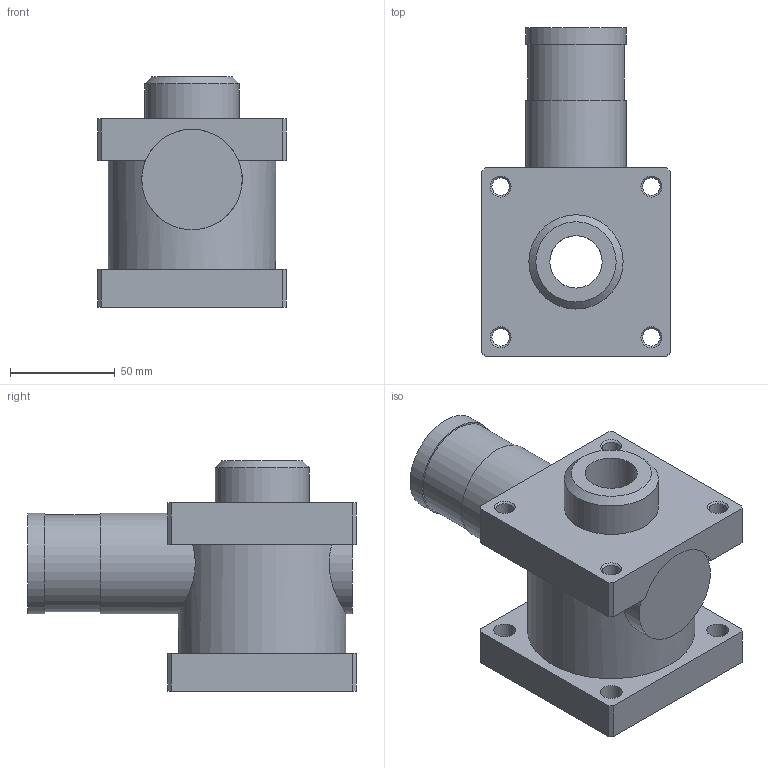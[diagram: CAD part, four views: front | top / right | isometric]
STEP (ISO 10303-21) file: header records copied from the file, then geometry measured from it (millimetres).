
FILE_DESCRIPTION((''),'2;1');
FILE_NAME('MSL-F25-80.stp','2012-10-05T13:11:57',('hartung_david'),(''),'Autodesk Inventor 2012','Autodesk Inventor 2012','');
FILE_SCHEMA(('AUTOMOTIVE_DESIGN { 1 0 10303 214 1 1 1 1 }'));
Products named in the file (3): MSL-F25-80; 1; 2
Assembly tree (2 placements, depth 2):
  MSL-F25-80
    1
    2
Bounding box: 90 x 157 x 110 mm (x, y, z)
Volume: 624463.5 mm3; surface area: 98665.1 mm2
Topology: 2 solids, 2 shells, 60 faces, 160 edges, 105 vertices
Faces by surface type: plane 29, cylinder 21, cone 10
Full cylindrical faces by diameter (mm): 8.376 x4, 8.566 x1, 10.5 x4, 25 x1, 25.5 x1, 28 x1, 45 x2, 46.333 x1, 48 x2, 48.01 x1, 80 x1
Entity records: 2075 total; most frequent: CARTESIAN_POINT 593, DIRECTION 284, ORIENTED_EDGE 250, EDGE_CURVE 125, EDGE_LOOP 116, AXIS2_PLACEMENT_3D 113, VERTEX_POINT 101, FACE_OUTER_BOUND 60
